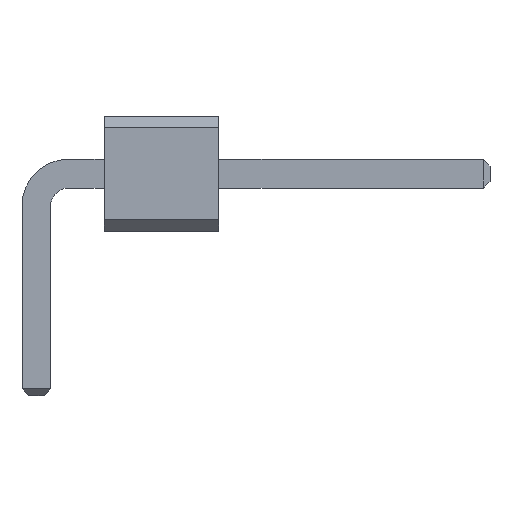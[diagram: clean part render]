
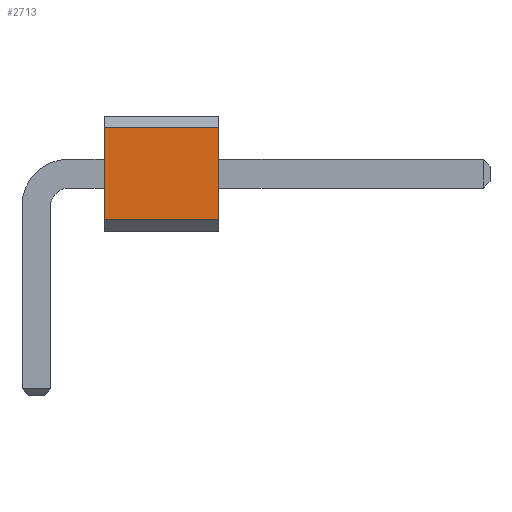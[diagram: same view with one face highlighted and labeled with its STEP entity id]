
A CAD part, front view. The second image highlights one B-rep face of the part: STEP entity #2713.
In plain terms, the highlighted planar face has unit normal (0, -1, 0).
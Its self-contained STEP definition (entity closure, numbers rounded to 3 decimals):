
#311 = VERTEX_POINT('',#312);
#312 = CARTESIAN_POINT('',(4.04,-24.13,2.29));
#318 = EDGE_CURVE('',#319,#311,#321,.T.);
#319 = VERTEX_POINT('',#320);
#320 = CARTESIAN_POINT('',(4.04,-24.13,0.25));
#321 = LINE('',#322,#323);
#322 = CARTESIAN_POINT('',(4.04,-24.13,0.));
#323 = VECTOR('',#324,1.);
#324 = DIRECTION('',(0.,0.,1.));
#1171 = VERTEX_POINT('',#1172);
#1172 = CARTESIAN_POINT('',(1.5,-24.13,0.25));
#1178 = EDGE_CURVE('',#1171,#1179,#1181,.T.);
#1179 = VERTEX_POINT('',#1180);
#1180 = CARTESIAN_POINT('',(1.5,-24.13,2.29));
#1181 = LINE('',#1182,#1183);
#1182 = CARTESIAN_POINT('',(1.5,-24.13,0.));
#1183 = VECTOR('',#1184,1.);
#1184 = DIRECTION('',(0.,0.,1.));
#2703 = EDGE_CURVE('',#319,#1171,#2704,.T.);
#2704 = LINE('',#2705,#2706);
#2705 = CARTESIAN_POINT('',(4.04,-24.13,0.25));
#2706 = VECTOR('',#2707,1.);
#2707 = DIRECTION('',(-1.,0.,0.));
#2713 = ADVANCED_FACE('',(#2714),#2725,.F.);
#2714 = FACE_BOUND('',#2715,.F.);
#2715 = EDGE_LOOP('',(#2716,#2717,#2718,#2719));
#2716 = ORIENTED_EDGE('',*,*,#318,.F.);
#2717 = ORIENTED_EDGE('',*,*,#2703,.T.);
#2718 = ORIENTED_EDGE('',*,*,#1178,.T.);
#2719 = ORIENTED_EDGE('',*,*,#2720,.F.);
#2720 = EDGE_CURVE('',#311,#1179,#2721,.T.);
#2721 = LINE('',#2722,#2723);
#2722 = CARTESIAN_POINT('',(4.04,-24.13,2.29));
#2723 = VECTOR('',#2724,1.);
#2724 = DIRECTION('',(-1.,0.,0.));
#2725 = PLANE('',#2726);
#2726 = AXIS2_PLACEMENT_3D('',#2727,#2728,#2729);
#2727 = CARTESIAN_POINT('',(4.04,-24.13,0.));
#2728 = DIRECTION('',(0.,1.,0.));
#2729 = DIRECTION('',(0.,0.,1.));
